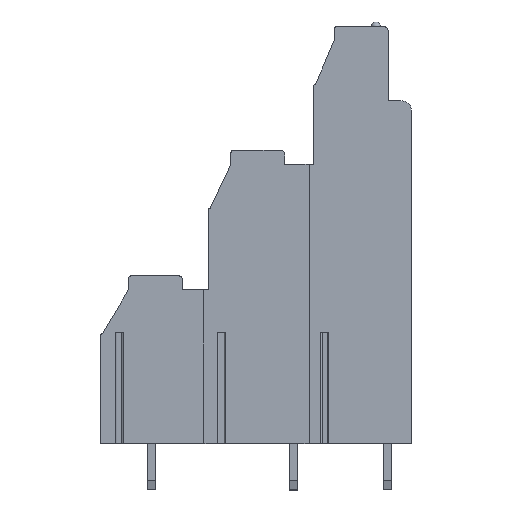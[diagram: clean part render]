
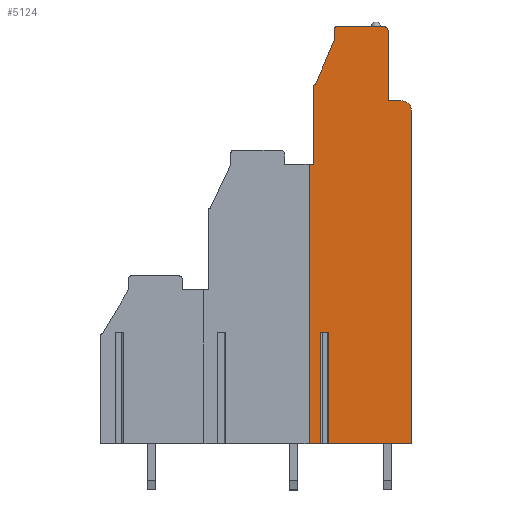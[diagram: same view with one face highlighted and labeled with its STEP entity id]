
A CAD part, top view. The second image highlights one B-rep face of the part: STEP entity #5124.
In plain terms, the highlighted planar face has unit normal (0, 0, 1).
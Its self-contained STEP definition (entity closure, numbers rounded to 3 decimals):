
#713=DIRECTION('',(1.,0.,0.));
#714=VECTOR('',#713,0.856);
#715=CARTESIAN_POINT('',(0.772,-18.05,7.62));
#716=LINE('',#715,#714);
#717=DIRECTION('',(0.,-1.,0.));
#718=VECTOR('',#717,11.95);
#719=CARTESIAN_POINT('',(0.772,-18.05,7.62));
#720=LINE('',#719,#718);
#721=DIRECTION('',(1.,0.,0.));
#722=VECTOR('',#721,1.272);
#723=CARTESIAN_POINT('',(-0.5,-30.,7.62));
#724=LINE('',#723,#722);
#725=DIRECTION('',(0.,1.,0.));
#726=VECTOR('',#725,30.);
#727=CARTESIAN_POINT('',(-0.5,-30.,7.62));
#728=LINE('',#727,#726);
#729=DIRECTION('',(-1.,0.,0.));
#730=VECTOR('',#729,0.5);
#731=CARTESIAN_POINT('',(0.,0.,7.62));
#732=LINE('',#731,#730);
#733=DIRECTION('',(0.,-1.,0.));
#734=VECTOR('',#733,8.4);
#735=CARTESIAN_POINT('',(0.,8.4,7.62));
#736=LINE('',#735,#734);
#737=CARTESIAN_POINT('',(0.2,8.4,7.62));
#738=DIRECTION('',(0.,0.,1.));
#739=DIRECTION('',(0.,1.,0.));
#740=AXIS2_PLACEMENT_3D('',#737,#738,#739);
#742=DIRECTION('',(-0.392,-0.92,0.));
#743=VECTOR('',#742,5.108);
#744=CARTESIAN_POINT('',(2.2,13.3,7.62));
#745=LINE('',#744,#743);
#746=DIRECTION('',(0.,-1.,0.));
#747=VECTOR('',#746,1.2);
#748=CARTESIAN_POINT('',(2.2,14.5,7.62));
#749=LINE('',#748,#747);
#750=CARTESIAN_POINT('',(2.5,14.5,7.62));
#751=DIRECTION('',(0.,0.,1.));
#752=DIRECTION('',(0.,1.,0.));
#753=AXIS2_PLACEMENT_3D('',#750,#751,#752);
#755=DIRECTION('',(-1.,0.,0.));
#756=VECTOR('',#755,5.);
#757=CARTESIAN_POINT('',(7.5,14.8,7.62));
#758=LINE('',#757,#756);
#759=CARTESIAN_POINT('',(7.5,14.3,7.62));
#760=DIRECTION('',(0.,0.,1.));
#761=DIRECTION('',(1.,0.,0.));
#762=AXIS2_PLACEMENT_3D('',#759,#760,#761);
#764=DIRECTION('',(0.,1.,0.));
#765=VECTOR('',#764,7.5);
#766=CARTESIAN_POINT('',(8.,6.8,7.62));
#767=LINE('',#766,#765);
#768=DIRECTION('',(-1.,0.,0.));
#769=VECTOR('',#768,1.5);
#770=CARTESIAN_POINT('',(9.5,6.8,7.62));
#771=LINE('',#770,#769);
#772=CARTESIAN_POINT('',(9.5,5.8,7.62));
#773=DIRECTION('',(0.,0.,1.));
#774=DIRECTION('',(1.,0.,0.));
#775=AXIS2_PLACEMENT_3D('',#772,#773,#774);
#777=DIRECTION('',(0.,1.,0.));
#778=VECTOR('',#777,35.8);
#779=CARTESIAN_POINT('',(10.5,-30.,7.62));
#780=LINE('',#779,#778);
#781=DIRECTION('',(1.,0.,0.));
#782=VECTOR('',#781,8.872);
#783=CARTESIAN_POINT('',(1.628,-30.,7.62));
#784=LINE('',#783,#782);
#785=DIRECTION('',(0.,-1.,0.));
#786=VECTOR('',#785,11.95);
#787=CARTESIAN_POINT('',(1.628,-18.05,7.62));
#788=LINE('',#787,#786);
#3343=CARTESIAN_POINT('',(10.5,-30.,7.62));
#3344=CARTESIAN_POINT('',(10.5,5.8,7.62));
#3345=VERTEX_POINT('',#3343);
#3346=VERTEX_POINT('',#3344);
#3347=CARTESIAN_POINT('',(9.5,6.8,7.62));
#3348=VERTEX_POINT('',#3347);
#3349=CARTESIAN_POINT('',(8.,6.8,7.62));
#3350=VERTEX_POINT('',#3349);
#3351=CARTESIAN_POINT('',(8.,14.3,7.62));
#3352=VERTEX_POINT('',#3351);
#3353=CARTESIAN_POINT('',(7.5,14.8,7.62));
#3354=VERTEX_POINT('',#3353);
#3355=CARTESIAN_POINT('',(2.5,14.8,7.62));
#3356=VERTEX_POINT('',#3355);
#3357=CARTESIAN_POINT('',(2.2,14.5,7.62));
#3358=VERTEX_POINT('',#3357);
#3359=CARTESIAN_POINT('',(2.2,13.3,7.62));
#3360=VERTEX_POINT('',#3359);
#3361=CARTESIAN_POINT('',(0.2,8.6,7.62));
#3362=VERTEX_POINT('',#3361);
#3363=CARTESIAN_POINT('',(0.,8.4,7.62));
#3364=VERTEX_POINT('',#3363);
#3365=CARTESIAN_POINT('',(0.,0.,7.62));
#3366=VERTEX_POINT('',#3365);
#3391=CARTESIAN_POINT('',(-0.5,-30.,7.62));
#3392=CARTESIAN_POINT('',(-0.5,0.,7.62));
#3393=VERTEX_POINT('',#3391);
#3394=VERTEX_POINT('',#3392);
#3451=CARTESIAN_POINT('',(0.772,-18.05,7.62));
#3452=CARTESIAN_POINT('',(1.628,-18.05,7.62));
#3453=VERTEX_POINT('',#3451);
#3454=VERTEX_POINT('',#3452);
#3459=CARTESIAN_POINT('',(0.772,-30.,7.62));
#3460=VERTEX_POINT('',#3459);
#3461=CARTESIAN_POINT('',(1.628,-30.,7.62));
#3462=VERTEX_POINT('',#3461);
#5083=CARTESIAN_POINT('',(0.,0.,7.62));
#5084=DIRECTION('',(0.,0.,1.));
#5085=DIRECTION('',(1.,0.,0.));
#5086=AXIS2_PLACEMENT_3D('',#5083,#5084,#5085);
#5087=PLANE('',#5086);
#5089=ORIENTED_EDGE('',*,*,#5088,.F.);
#5091=ORIENTED_EDGE('',*,*,#5090,.T.);
#5092=ORIENTED_EDGE('',*,*,#4946,.F.);
#5094=ORIENTED_EDGE('',*,*,#5093,.T.);
#5096=ORIENTED_EDGE('',*,*,#5095,.F.);
#5098=ORIENTED_EDGE('',*,*,#5097,.F.);
#5100=ORIENTED_EDGE('',*,*,#5099,.F.);
#5102=ORIENTED_EDGE('',*,*,#5101,.F.);
#5104=ORIENTED_EDGE('',*,*,#5103,.F.);
#5106=ORIENTED_EDGE('',*,*,#5105,.F.);
#5108=ORIENTED_EDGE('',*,*,#5107,.F.);
#5110=ORIENTED_EDGE('',*,*,#5109,.F.);
#5112=ORIENTED_EDGE('',*,*,#5111,.F.);
#5114=ORIENTED_EDGE('',*,*,#5113,.F.);
#5116=ORIENTED_EDGE('',*,*,#5115,.F.);
#5118=ORIENTED_EDGE('',*,*,#5117,.F.);
#5119=ORIENTED_EDGE('',*,*,#4962,.F.);
#5121=ORIENTED_EDGE('',*,*,#5120,.F.);
#5122=EDGE_LOOP('',(#5089,#5091,#5092,#5094,#5096,#5098,#5100,#5102,#5104,#5106,
#5108,#5110,#5112,#5114,#5116,#5118,#5119,#5121));
#5123=FACE_OUTER_BOUND('',#5122,.F.);
#5124=ADVANCED_FACE('',(#5123),#5087,.T.);
#741=CIRCLE('',#740,0.2);
#754=CIRCLE('',#753,0.3);
#763=CIRCLE('',#762,0.5);
#776=CIRCLE('',#775,1.);
#4946=EDGE_CURVE('',#3393,#3460,#724,.T.);
#4962=EDGE_CURVE('',#3462,#3345,#784,.T.);
#5088=EDGE_CURVE('',#3453,#3454,#716,.T.);
#5090=EDGE_CURVE('',#3453,#3460,#720,.T.);
#5093=EDGE_CURVE('',#3393,#3394,#728,.T.);
#5095=EDGE_CURVE('',#3366,#3394,#732,.T.);
#5097=EDGE_CURVE('',#3364,#3366,#736,.T.);
#5099=EDGE_CURVE('',#3362,#3364,#741,.T.);
#5101=EDGE_CURVE('',#3360,#3362,#745,.T.);
#5103=EDGE_CURVE('',#3358,#3360,#749,.T.);
#5105=EDGE_CURVE('',#3356,#3358,#754,.T.);
#5107=EDGE_CURVE('',#3354,#3356,#758,.T.);
#5109=EDGE_CURVE('',#3352,#3354,#763,.T.);
#5111=EDGE_CURVE('',#3350,#3352,#767,.T.);
#5113=EDGE_CURVE('',#3348,#3350,#771,.T.);
#5115=EDGE_CURVE('',#3346,#3348,#776,.T.);
#5117=EDGE_CURVE('',#3345,#3346,#780,.T.);
#5120=EDGE_CURVE('',#3454,#3462,#788,.T.);
